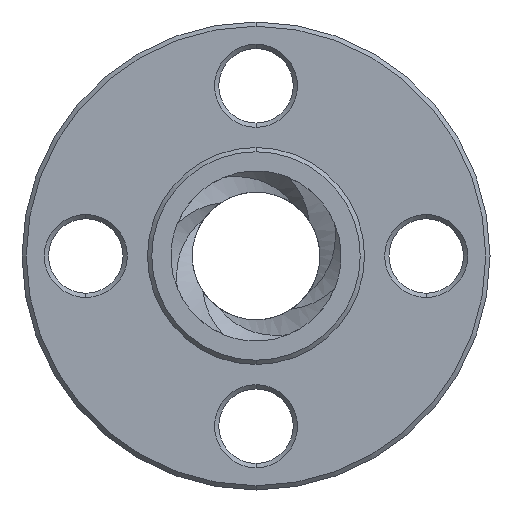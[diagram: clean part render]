
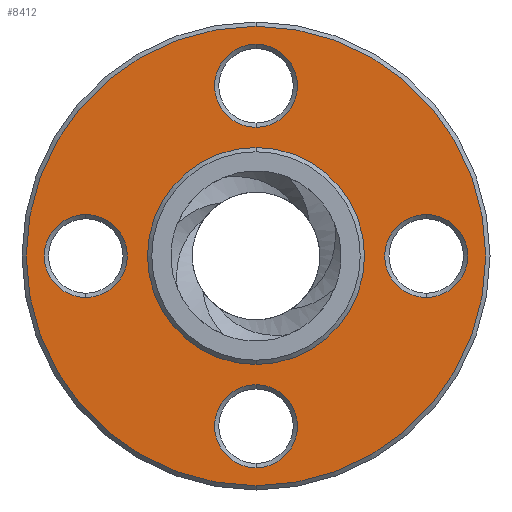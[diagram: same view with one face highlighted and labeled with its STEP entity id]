
A CAD part, front view. The second image highlights one B-rep face of the part: STEP entity #8412.
In plain terms, the highlighted planar face has unit normal (0, -1, 0).
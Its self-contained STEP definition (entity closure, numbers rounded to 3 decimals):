
#24 = CIRCLE ( 'NONE', #5040, 1.95 ) ;
#26 = DIRECTION ( 'NONE',  ( 0., -1., 0. ) ) ;
#48 = VERTEX_POINT ( 'NONE', #3928 ) ;
#93 = VERTEX_POINT ( 'NONE', #2554 ) ;
#163 = CARTESIAN_POINT ( 'NONE',  ( 0., 0., 0. ) ) ;
#180 = CARTESIAN_POINT ( 'NONE',  ( 0., 0., 8. ) ) ;
#222 = AXIS2_PLACEMENT_3D ( 'NONE', #3308, #3976, #3484 ) ;
#289 = DIRECTION ( 'NONE',  ( 0., 0., -1. ) ) ;
#440 = CARTESIAN_POINT ( 'NONE',  ( 0., 0., 8. ) ) ;
#611 = CIRCLE ( 'NONE', #8633, 5.1 ) ;
#686 = EDGE_LOOP ( 'NONE', ( #6901, #6143 ) ) ;
#731 = DIRECTION ( 'NONE',  ( 0., 0., 1. ) ) ;
#758 = DIRECTION ( 'NONE',  ( 0., 0., 1. ) ) ;
#955 = DIRECTION ( 'NONE',  ( 0., 0., 1. ) ) ;
#1047 = AXIS2_PLACEMENT_3D ( 'NONE', #4804, #4169, #731 ) ;
#1099 = VERTEX_POINT ( 'NONE', #5653 ) ;
#1233 = CIRCLE ( 'NONE', #2382, 1.95 ) ;
#1268 = EDGE_CURVE ( 'NONE', #5883, #2115, #8243, .T. ) ;
#1376 = EDGE_CURVE ( 'NONE', #93, #6006, #6801, .T. ) ;
#1413 = EDGE_LOOP ( 'NONE', ( #1982, #2493 ) ) ;
#1451 = DIRECTION ( 'NONE',  ( 0., -1., 0. ) ) ;
#1459 = ORIENTED_EDGE ( 'NONE', *, *, #6191, .T. ) ;
#1498 = DIRECTION ( 'NONE',  ( 0., 0., -1. ) ) ;
#1523 = AXIS2_PLACEMENT_3D ( 'NONE', #1597, #2271, #4231 ) ;
#1597 = CARTESIAN_POINT ( 'NONE',  ( 8., 0., 0. ) ) ;
#1804 = AXIS2_PLACEMENT_3D ( 'NONE', #8028, #6003, #758 ) ;
#1888 = EDGE_CURVE ( 'NONE', #6006, #93, #1233, .T. ) ;
#1908 = AXIS2_PLACEMENT_3D ( 'NONE', #440, #3254, #3793 ) ;
#1955 = CARTESIAN_POINT ( 'NONE',  ( -8., 0., -1.95 ) ) ;
#1982 = ORIENTED_EDGE ( 'NONE', *, *, #3279, .T. ) ;
#2115 = VERTEX_POINT ( 'NONE', #1955 ) ;
#2136 = FACE_BOUND ( 'NONE', #7853, .T. ) ;
#2159 = VERTEX_POINT ( 'NONE', #4593 ) ;
#2165 = VERTEX_POINT ( 'NONE', #6659 ) ;
#2228 = FACE_BOUND ( 'NONE', #686, .T. ) ;
#2256 = ORIENTED_EDGE ( 'NONE', *, *, #1888, .T. ) ;
#2271 = DIRECTION ( 'NONE',  ( 0., 1., 0. ) ) ;
#2278 = EDGE_CURVE ( 'NONE', #48, #7136, #7250, .T. ) ;
#2382 = AXIS2_PLACEMENT_3D ( 'NONE', #5586, #2900, #6300 ) ;
#2482 = AXIS2_PLACEMENT_3D ( 'NONE', #7911, #7197, #289 ) ;
#2490 = AXIS2_PLACEMENT_3D ( 'NONE', #5537, #4954, #4184 ) ;
#2493 = ORIENTED_EDGE ( 'NONE', *, *, #4710, .T. ) ;
#2554 = CARTESIAN_POINT ( 'NONE',  ( 0., 0., -9.95 ) ) ;
#2896 = CIRCLE ( 'NONE', #6320, 10.8 ) ;
#2900 = DIRECTION ( 'NONE',  ( 0., 1., 0. ) ) ;
#2913 = VERTEX_POINT ( 'NONE', #5018 ) ;
#3053 = DIRECTION ( 'NONE',  ( 0., 1., 0. ) ) ;
#3151 = EDGE_LOOP ( 'NONE', ( #5657, #2256 ) ) ;
#3254 = DIRECTION ( 'NONE',  ( 0., 1., 0. ) ) ;
#3279 = EDGE_CURVE ( 'NONE', #2165, #2913, #3786, .T. ) ;
#3308 = CARTESIAN_POINT ( 'NONE',  ( 0., 0., -8. ) ) ;
#3410 = ORIENTED_EDGE ( 'NONE', *, *, #1268, .T. ) ;
#3453 = ORIENTED_EDGE ( 'NONE', *, *, #7411, .T. ) ;
#3484 = DIRECTION ( 'NONE',  ( 0., 0., 1. ) ) ;
#3786 = CIRCLE ( 'NONE', #5504, 10.8 ) ;
#3793 = DIRECTION ( 'NONE',  ( 0., 0., 1. ) ) ;
#3928 = CARTESIAN_POINT ( 'NONE',  ( 8., 0., 1.95 ) ) ;
#3976 = DIRECTION ( 'NONE',  ( 0., 1., 0. ) ) ;
#4169 = DIRECTION ( 'NONE',  ( 0., 1., 0. ) ) ;
#4184 = DIRECTION ( 'NONE',  ( 0., 0., 1. ) ) ;
#4231 = DIRECTION ( 'NONE',  ( 0., 0., 1. ) ) ;
#4272 = ORIENTED_EDGE ( 'NONE', *, *, #7975, .T. ) ;
#4303 = VERTEX_POINT ( 'NONE', #6987 ) ;
#4469 = AXIS2_PLACEMENT_3D ( 'NONE', #7129, #3053, #955 ) ;
#4593 = CARTESIAN_POINT ( 'NONE',  ( 0., 0., 9.95 ) ) ;
#4710 = EDGE_CURVE ( 'NONE', #2913, #2165, #2896, .T. ) ;
#4761 = CARTESIAN_POINT ( 'NONE',  ( 0., 0., 0. ) ) ;
#4804 = CARTESIAN_POINT ( 'NONE',  ( -8., 0., 0. ) ) ;
#4860 = FACE_BOUND ( 'NONE', #8297, .T. ) ;
#4954 = DIRECTION ( 'NONE',  ( 0., 1., 0. ) ) ;
#4973 = DIRECTION ( 'NONE',  ( 0., 0., 1. ) ) ;
#5018 = CARTESIAN_POINT ( 'NONE',  ( 0., 0., -10.8 ) ) ;
#5033 = EDGE_LOOP ( 'NONE', ( #3453, #6558 ) ) ;
#5038 = PLANE ( 'NONE',  #2490 ) ;
#5040 = AXIS2_PLACEMENT_3D ( 'NONE', #180, #7085, #4973 ) ;
#5052 = CARTESIAN_POINT ( 'NONE',  ( 0., 0., 0. ) ) ;
#5123 = CARTESIAN_POINT ( 'NONE',  ( 0., 0., -6.05 ) ) ;
#5248 = ORIENTED_EDGE ( 'NONE', *, *, #7238, .T. ) ;
#5504 = AXIS2_PLACEMENT_3D ( 'NONE', #5052, #8563, #6400 ) ;
#5537 = CARTESIAN_POINT ( 'NONE',  ( 0., 0., 0. ) ) ;
#5586 = CARTESIAN_POINT ( 'NONE',  ( 0., 0., -8. ) ) ;
#5653 = CARTESIAN_POINT ( 'NONE',  ( 0., 0., -5.1 ) ) ;
#5657 = ORIENTED_EDGE ( 'NONE', *, *, #1376, .T. ) ;
#5675 = FACE_BOUND ( 'NONE', #5033, .T. ) ;
#5764 = CIRCLE ( 'NONE', #1908, 1.95 ) ;
#5883 = VERTEX_POINT ( 'NONE', #7733 ) ;
#6003 = DIRECTION ( 'NONE',  ( 0., 1., 0. ) ) ;
#6006 = VERTEX_POINT ( 'NONE', #5123 ) ;
#6143 = ORIENTED_EDGE ( 'NONE', *, *, #6262, .F. ) ;
#6191 = EDGE_CURVE ( 'NONE', #2115, #5883, #8049, .T. ) ;
#6262 = EDGE_CURVE ( 'NONE', #1099, #8500, #611, .T. ) ;
#6295 = FACE_OUTER_BOUND ( 'NONE', #1413, .T. ) ;
#6300 = DIRECTION ( 'NONE',  ( 0., 0., 1. ) ) ;
#6320 = AXIS2_PLACEMENT_3D ( 'NONE', #163, #26, #8285 ) ;
#6400 = DIRECTION ( 'NONE',  ( 0., 0., 1. ) ) ;
#6558 = ORIENTED_EDGE ( 'NONE', *, *, #2278, .T. ) ;
#6659 = CARTESIAN_POINT ( 'NONE',  ( 0., 0., 10.8 ) ) ;
#6801 = CIRCLE ( 'NONE', #222, 1.95 ) ;
#6901 = ORIENTED_EDGE ( 'NONE', *, *, #7026, .F. ) ;
#6987 = CARTESIAN_POINT ( 'NONE',  ( 0., 0., 6.05 ) ) ;
#7026 = EDGE_CURVE ( 'NONE', #8500, #1099, #7622, .T. ) ;
#7085 = DIRECTION ( 'NONE',  ( 0., 1., 0. ) ) ;
#7129 = CARTESIAN_POINT ( 'NONE',  ( 8., 0., 0. ) ) ;
#7136 = VERTEX_POINT ( 'NONE', #7574 ) ;
#7197 = DIRECTION ( 'NONE',  ( 0., -1., 0. ) ) ;
#7238 = EDGE_CURVE ( 'NONE', #4303, #2159, #24, .T. ) ;
#7250 = CIRCLE ( 'NONE', #1523, 1.95 ) ;
#7411 = EDGE_CURVE ( 'NONE', #7136, #48, #8346, .T. ) ;
#7574 = CARTESIAN_POINT ( 'NONE',  ( 8., 0., -1.95 ) ) ;
#7622 = CIRCLE ( 'NONE', #2482, 5.1 ) ;
#7693 = CARTESIAN_POINT ( 'NONE',  ( 0., 0., 5.1 ) ) ;
#7733 = CARTESIAN_POINT ( 'NONE',  ( -8., 0., 1.95 ) ) ;
#7737 = FACE_BOUND ( 'NONE', #3151, .T. ) ;
#7853 = EDGE_LOOP ( 'NONE', ( #1459, #3410 ) ) ;
#7911 = CARTESIAN_POINT ( 'NONE',  ( 0., 0., 0. ) ) ;
#7975 = EDGE_CURVE ( 'NONE', #2159, #4303, #5764, .T. ) ;
#8028 = CARTESIAN_POINT ( 'NONE',  ( -8., 0., 0. ) ) ;
#8049 = CIRCLE ( 'NONE', #1047, 1.95 ) ;
#8243 = CIRCLE ( 'NONE', #1804, 1.95 ) ;
#8285 = DIRECTION ( 'NONE',  ( 0., 0., 1. ) ) ;
#8297 = EDGE_LOOP ( 'NONE', ( #5248, #4272 ) ) ;
#8346 = CIRCLE ( 'NONE', #4469, 1.95 ) ;
#8412 = ADVANCED_FACE ( 'NONE', ( #7737, #5675, #4860, #2136, #6295, #2228 ), #5038, .F. ) ;
#8500 = VERTEX_POINT ( 'NONE', #7693 ) ;
#8563 = DIRECTION ( 'NONE',  ( 0., -1., 0. ) ) ;
#8633 = AXIS2_PLACEMENT_3D ( 'NONE', #4761, #1451, #1498 ) ;
